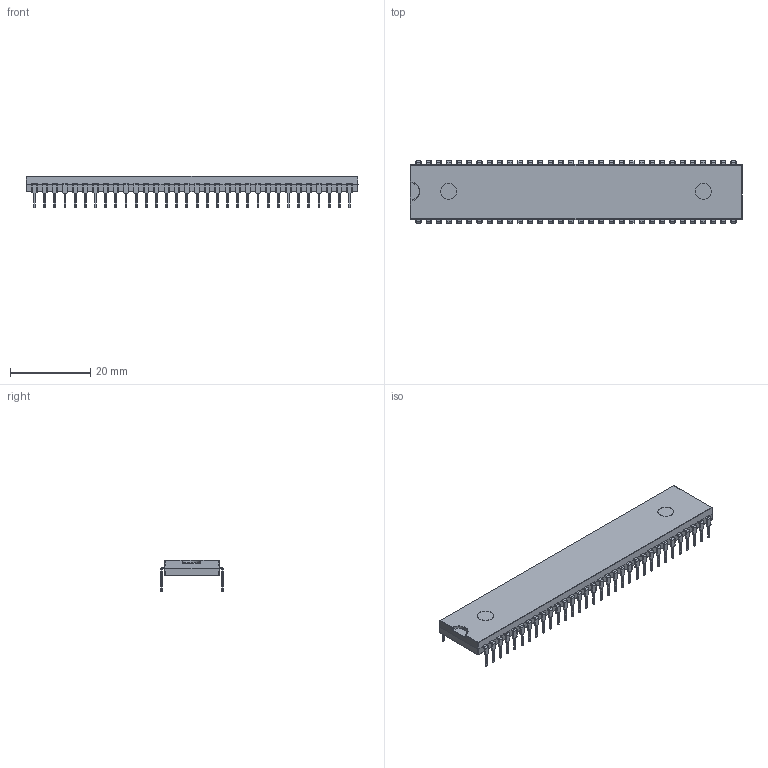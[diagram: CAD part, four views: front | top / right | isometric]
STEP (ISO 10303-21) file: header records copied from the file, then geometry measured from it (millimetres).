
FILE_DESCRIPTION(/* description */ (''),/* implementation_level */ '2;1');
FILE_NAME(/* name */ 'DIP-64 W15.24mm Package.STEP',/* time_stamp */ '2019-09-16T13:58:25+02:00',/* author */ ('PCB-Tech'),/* organization */ (''),/* preprocessor_version */ 'ST-DEVELOPER v17',/* originating_system */ 'Autodesk Inventor 2019',/* authorisation */ '');
FILE_SCHEMA (('AUTOMOTIVE_DESIGN { 1 0 10303 214 3 1 1 }'));
Length unit declared in the file: millimetre
Products named in the file (3): DIP-64 W15.24mm Package; DIP-64 W15.24mm; IC Beinchen
Assembly tree (65 placements, depth 2):
  DIP-64 W15.24mm Package
    IC Beinchen  x64
    DIP-64 W15.24mm
Bounding box: 83 x 15.59 x 7.75 mm (x, y, z)
Volume: 4466.1 mm3; surface area: 4302.7 mm2
Topology: 65 solids, 65 shells, 4088 faces, 9260 edges, 5304 vertices
Faces by surface type: cylinder 1943, plane 1103, sphere 522, torus 514, bspline 6
Full cylindrical faces by diameter (mm): 4 x4
Entity records: 23380 total; most frequent: CARTESIAN_POINT 4448, DIRECTION 4064, ORIENTED_EDGE 3900, EDGE_CURVE 1950, AXIS2_PLACEMENT_3D 1374, LINE 1316, VECTOR 1316, VERTEX_POINT 1272
